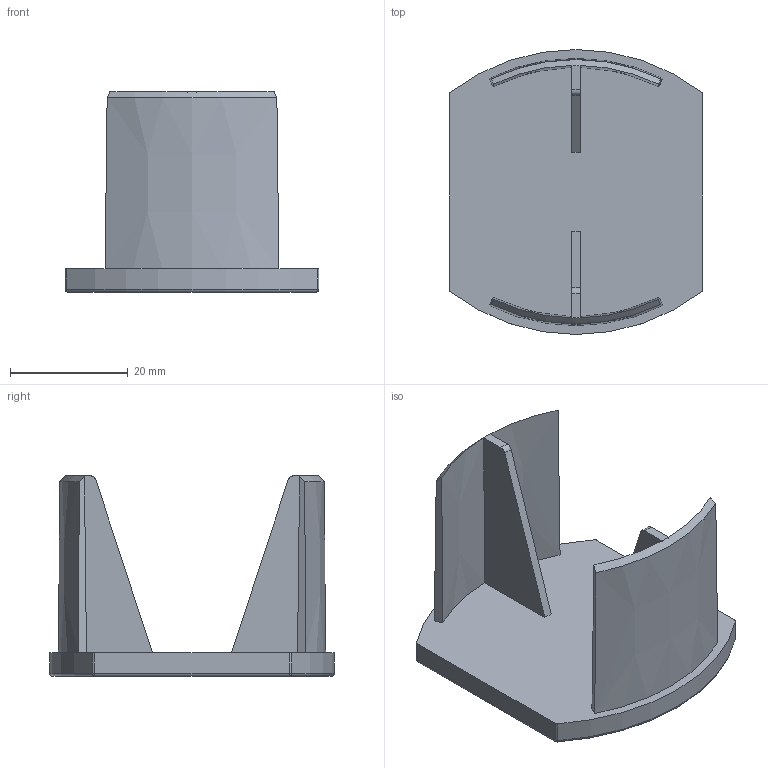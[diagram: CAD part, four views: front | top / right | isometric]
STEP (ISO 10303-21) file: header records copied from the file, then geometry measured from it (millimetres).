
FILE_DESCRIPTION (( 'STEP AP203' ), '1' );
FILE_NAME ('3D_GN6022_48.3_188461330.STEP', '2024-09-25T10:20:46', ( '' ), ( '' ), 'SwSTEP 2.0', 'SolidWorks 2024', '' );
FILE_SCHEMA (( 'CONFIG_CONTROL_DESIGN' ));
Length unit declared in the file: millimetre
Products named in the file (1): 3D_GN6022_48.3_188461330
Bounding box: 43 x 48.3 x 34 mm (x, y, z)
Volume: 10527.6 mm3; surface area: 9110.3 mm2
Topology: 1 solids, 1 shells, 40 faces, 97 edges, 60 vertices
Faces by surface type: plane 16, cylinder 10, cone 8, sphere 4, torus 2
Entity records: 1261 total; most frequent: CARTESIAN_POINT 257, DIRECTION 198, ORIENTED_EDGE 192, EDGE_CURVE 96, AXIS2_PLACEMENT_3D 81, VERTEX_POINT 60, EDGE_LOOP 42, CIRCLE 40
